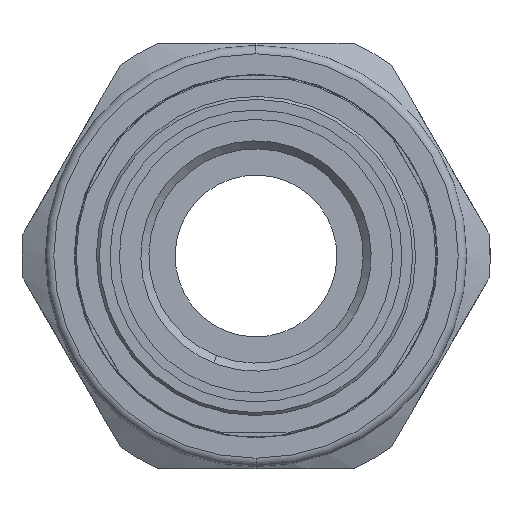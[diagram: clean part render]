
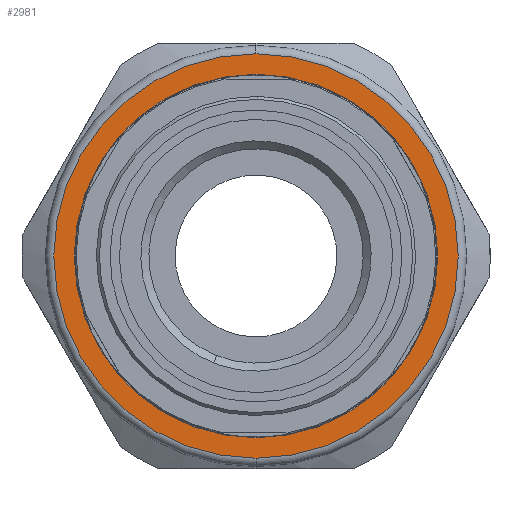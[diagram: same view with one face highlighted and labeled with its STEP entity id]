
A CAD part, left-side view. The second image highlights one B-rep face of the part: STEP entity #2981.
In plain terms, the highlighted planar face has unit normal (-1, 0, 0).
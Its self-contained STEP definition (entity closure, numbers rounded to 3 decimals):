
#40 = ORIENTED_EDGE ( 'NONE', *, *, #384, .F. ) ;
#139 = ORIENTED_EDGE ( 'NONE', *, *, #3224, .F. ) ;
#226 = AXIS2_PLACEMENT_3D ( 'NONE', #1124, #824, #2258 ) ;
#282 = PLANE ( 'NONE',  #226 ) ;
#384 = EDGE_CURVE ( 'NONE', #2321, #2916, #992, .T. ) ;
#396 = CARTESIAN_POINT ( 'NONE',  ( -6.13, 0., 0. ) ) ;
#554 = DIRECTION ( 'NONE',  ( 1., 0., 0. ) ) ;
#607 = AXIS2_PLACEMENT_3D ( 'NONE', #2344, #2072, #936 ) ;
#717 = CARTESIAN_POINT ( 'NONE',  ( -6.13, 0., 47.5 ) ) ;
#769 = AXIS2_PLACEMENT_3D ( 'NONE', #1667, #3516, #3562 ) ;
#781 = CARTESIAN_POINT ( 'NONE',  ( -6.13, 0., 0. ) ) ;
#824 = DIRECTION ( 'NONE',  ( -1., 0., 0. ) ) ;
#936 = DIRECTION ( 'NONE',  ( 0., 0., -1. ) ) ;
#947 = CIRCLE ( 'NONE', #607, 47.5 ) ;
#968 = CARTESIAN_POINT ( 'NONE',  ( -6.13, 0., -42.7 ) ) ;
#992 = CIRCLE ( 'NONE', #1245, 47.5 ) ;
#1078 = ORIENTED_EDGE ( 'NONE', *, *, #1776, .T. ) ;
#1124 = CARTESIAN_POINT ( 'NONE',  ( -6.13, 0., 0. ) ) ;
#1231 = AXIS2_PLACEMENT_3D ( 'NONE', #781, #554, #1928 ) ;
#1245 = AXIS2_PLACEMENT_3D ( 'NONE', #396, #3444, #2060 ) ;
#1362 = EDGE_LOOP ( 'NONE', ( #1078, #1531 ) ) ;
#1531 = ORIENTED_EDGE ( 'NONE', *, *, #3421, .T. ) ;
#1667 = CARTESIAN_POINT ( 'NONE',  ( -6.13, 0., 0. ) ) ;
#1755 = CARTESIAN_POINT ( 'NONE',  ( -6.13, 0., 42.7 ) ) ;
#1776 = EDGE_CURVE ( 'NONE', #2228, #2687, #2619, .T. ) ;
#1928 = DIRECTION ( 'NONE',  ( 0., 0., -1. ) ) ;
#2060 = DIRECTION ( 'NONE',  ( 0., 0., -1. ) ) ;
#2072 = DIRECTION ( 'NONE',  ( 1., 0., 0. ) ) ;
#2199 = CIRCLE ( 'NONE', #1231, 42.7 ) ;
#2228 = VERTEX_POINT ( 'NONE', #968 ) ;
#2258 = DIRECTION ( 'NONE',  ( 0., 0., 1. ) ) ;
#2321 = VERTEX_POINT ( 'NONE', #717 ) ;
#2344 = CARTESIAN_POINT ( 'NONE',  ( -6.13, 0., 0. ) ) ;
#2535 = CARTESIAN_POINT ( 'NONE',  ( -6.13, 0., -47.5 ) ) ;
#2611 = FACE_OUTER_BOUND ( 'NONE', #2683, .T. ) ;
#2619 = CIRCLE ( 'NONE', #769, 42.7 ) ;
#2683 = EDGE_LOOP ( 'NONE', ( #139, #40 ) ) ;
#2687 = VERTEX_POINT ( 'NONE', #1755 ) ;
#2916 = VERTEX_POINT ( 'NONE', #2535 ) ;
#2981 = ADVANCED_FACE ( 'NONE', ( #3327, #2611 ), #282, .T. ) ;
#3224 = EDGE_CURVE ( 'NONE', #2916, #2321, #947, .T. ) ;
#3327 = FACE_BOUND ( 'NONE', #1362, .T. ) ;
#3421 = EDGE_CURVE ( 'NONE', #2687, #2228, #2199, .T. ) ;
#3444 = DIRECTION ( 'NONE',  ( 1., 0., 0. ) ) ;
#3516 = DIRECTION ( 'NONE',  ( 1., 0., 0. ) ) ;
#3562 = DIRECTION ( 'NONE',  ( 0., 0., -1. ) ) ;
